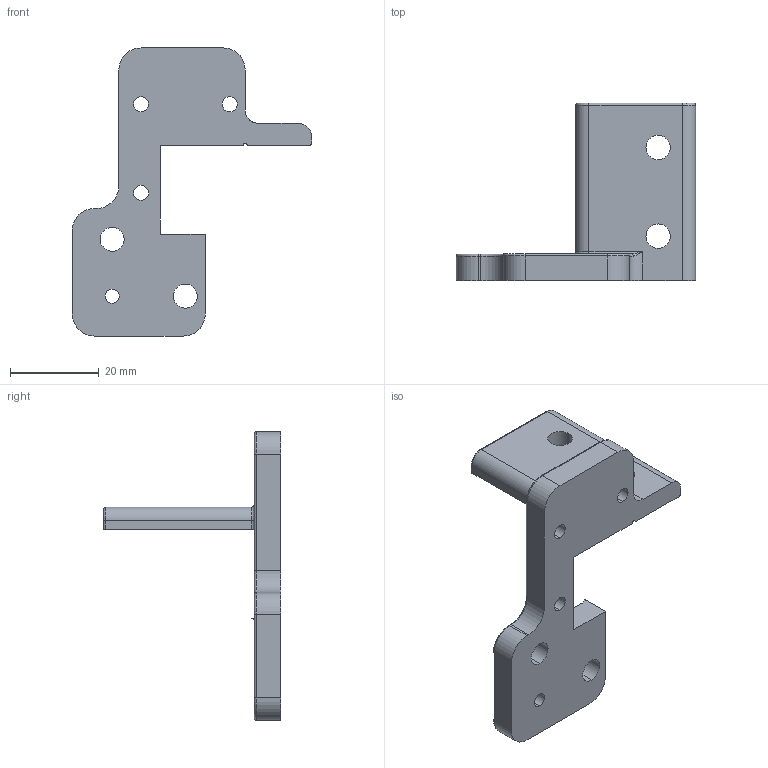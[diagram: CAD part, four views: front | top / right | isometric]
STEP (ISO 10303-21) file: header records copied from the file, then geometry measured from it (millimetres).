
FILE_DESCRIPTION (( 'STEP AP214' ), '1' );
FILE_NAME ('2040-crossbar-bracket_left.STEP', '2020-06-19T00:37:29', ( '' ), ( '' ), 'SwSTEP 2.0', 'SolidWorks 2019', '' );
FILE_SCHEMA (( 'AUTOMOTIVE_DESIGN' ));
Length unit declared in the file: millimetre
Products named in the file (1): 2040-crossbar-bracket_left
Bounding box: 54 x 40 x 65 mm (x, y, z)
Volume: 13432.7 mm3; surface area: 7124.6 mm2
Topology: 1 solids, 1 shells, 72 faces, 189 edges, 118 vertices
Faces by surface type: cylinder 42, plane 17, torus 12, bspline 1
Entity records: 2387 total; most frequent: CARTESIAN_POINT 441, DIRECTION 421, ORIENTED_EDGE 376, EDGE_CURVE 188, AXIS2_PLACEMENT_3D 166, VERTEX_POINT 118, CIRCLE 94, LINE 89
